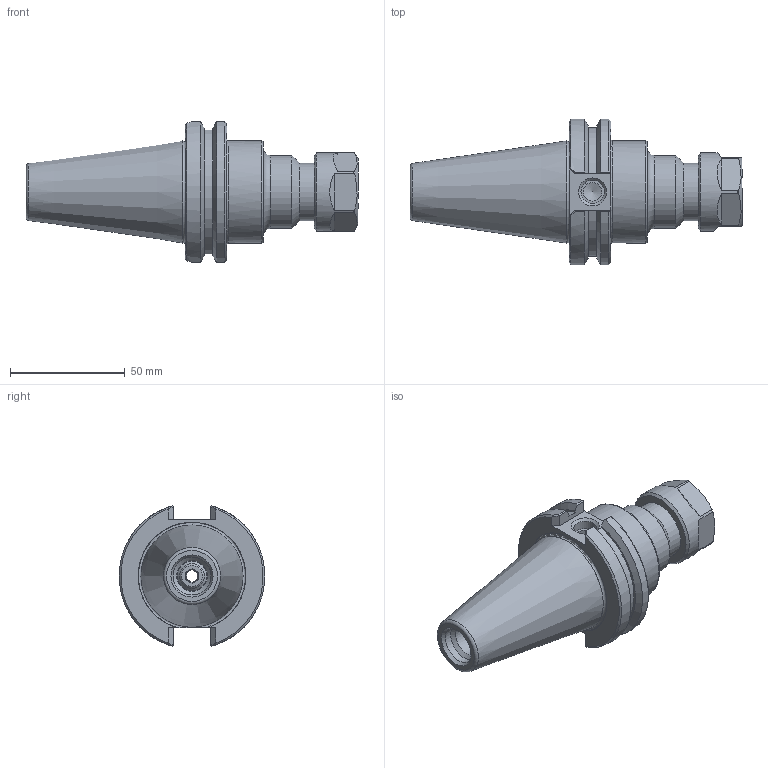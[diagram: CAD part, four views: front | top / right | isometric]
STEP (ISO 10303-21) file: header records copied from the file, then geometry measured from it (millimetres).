
FILE_DESCRIPTION(/* description */ ('ER COLLET CHUCK'),/* implementation_level */ '2;1');
FILE_NAME(/* name */ 'C40F-20ERF300.stp',/* time_stamp */ '2017-01-20T11:18:55-05:00',/* author */ ('davhar'),/* organization */ (''),/* preprocessor_version */ 'ST-DEVELOPER v16.1',/* originating_system */ 'Autodesk Inventor 2016',/* authorisation */ '');
FILE_SCHEMA (('AUTOMOTIVE_DESIGN { 1 0 10303 214 3 1 1 }'));
Length unit declared in the file: inch
Products named in the file (4): C40F-20ER3-1; 20ERHN; BS-09; C40F-20ERF300
Assembly tree (3 placements, depth 2):
  C40F-20ERF300
    C40F-20ER3-1
    20ERHN
    BS-09
Bounding box: 144.46 x 63.28 x 61.11 mm (x, y, z)
Volume: 148883.9 mm3; surface area: 32339.3 mm2
Topology: 3 solids, 3 shells, 136 faces, 340 edges, 216 vertices
Faces by surface type: plane 65, cone 30, cylinder 26, torus 11, bspline 4
Full cylindrical faces by diameter (mm): 7.137 x1, 8 x1, 10.135 x1, 10.719 x2, 12.751 x1, 13.386 x1, 14.097 x1, 14.478 x1, 15.494 x1, 16.459 x1, 23.5 x1, 25 x1, 26 x1, 31.75 x1, 34 x1, 44.45 x1
Entity records: 4734 total; most frequent: CARTESIAN_POINT 1626, DIRECTION 590, ORIENTED_EDGE 576, EDGE_CURVE 288, AXIS2_PLACEMENT_3D 239, VERTEX_POINT 207, EDGE_LOOP 191, FACE_OUTER_BOUND 136
